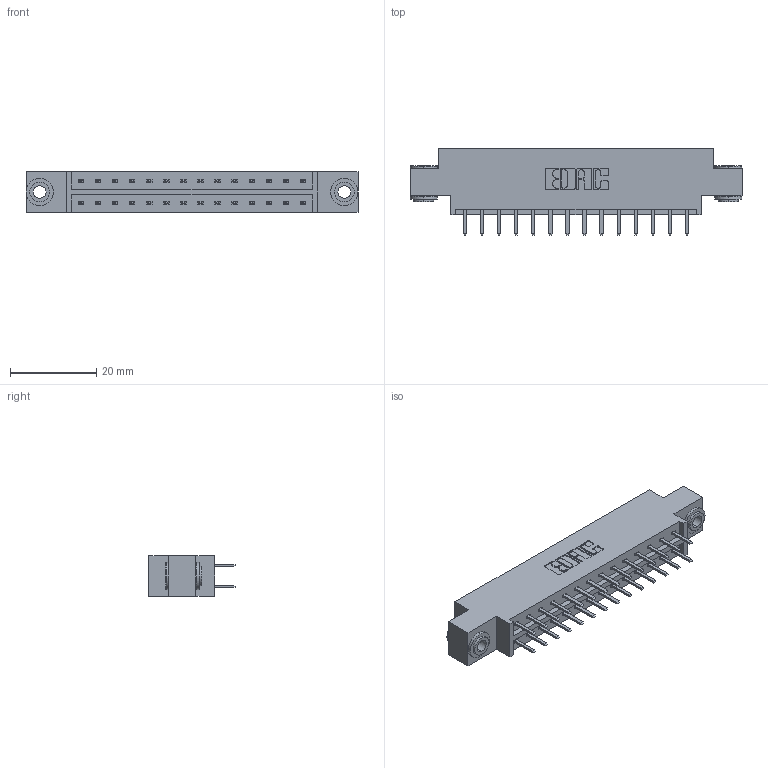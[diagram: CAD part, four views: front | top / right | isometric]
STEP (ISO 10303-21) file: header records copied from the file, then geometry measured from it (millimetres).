
FILE_DESCRIPTION (( 'STEP AP203' ), '1' );
FILE_NAME ('833-028-520-803.STEP', '2020-06-02T07:46:39', ( '' ), ( '' ), 'SwSTEP 2.0', 'SolidWorks 2020', '' );
FILE_SCHEMA (( 'CONFIG_CONTROL_DESIGN' ));
Length unit declared in the file: inch
Products named in the file (4): 345-292-001_345-293-120; 345-250-002_345-250-002-102; 833-028-520-803; 833 Part_Offset - .156 Dia - TH
Assembly tree (31 placements, depth 2):
  833-028-520-803
    833 Part_Offset - .156 Dia - TH
    345-292-001_345-293-120  x28
    345-250-002_345-250-002-102  x2
Bounding box: 77.01 x 20.02 x 9.4 mm (x, y, z)
Volume: 7380 mm3; surface area: 8833.2 mm2
Topology: 31 solids, 31 shells, 1724 faces, 4963 edges, 3230 vertices
Faces by surface type: plane 1148, cylinder 568, cone 8
Entity records: 13524 total; most frequent: CARTESIAN_POINT 2265, ORIENTED_EDGE 2182, DIRECTION 2005, EDGE_CURVE 1091, LINE 935, VECTOR 935, VERTEX_POINT 722, AXIS2_PLACEMENT_3D 535
